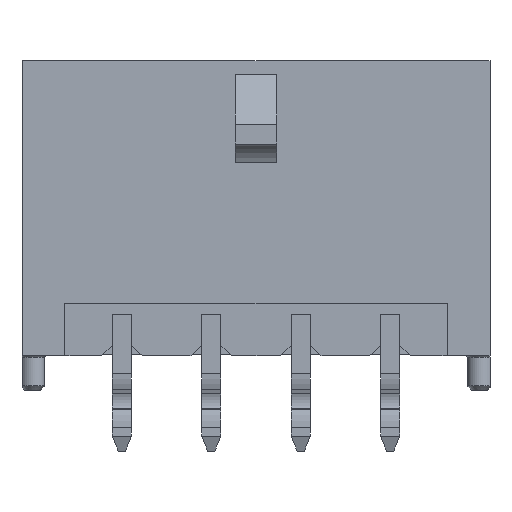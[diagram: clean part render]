
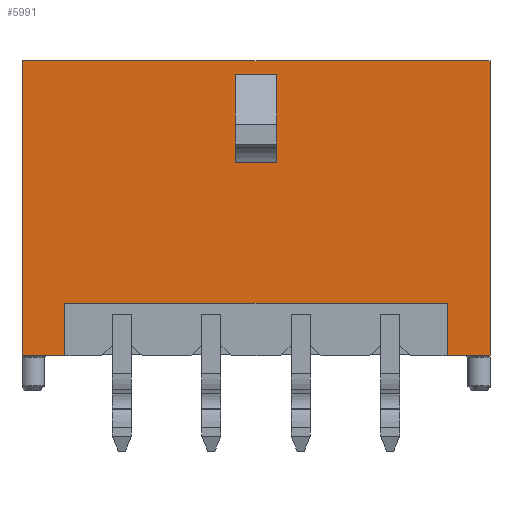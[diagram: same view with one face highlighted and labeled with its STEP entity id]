
A CAD part, left-side view. The second image highlights one B-rep face of the part: STEP entity #5991.
In plain terms, the highlighted planar face has unit normal (-1, 0, 0).
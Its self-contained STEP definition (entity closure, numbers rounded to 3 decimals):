
#926=ORIENTED_EDGE('',*,*,#2463,.T.);
#927=ORIENTED_EDGE('',*,*,#2464,.T.);
#928=ORIENTED_EDGE('',*,*,#2465,.F.);
#929=ORIENTED_EDGE('',*,*,#2466,.F.);
#930=ORIENTED_EDGE('',*,*,#2467,.F.);
#931=ORIENTED_EDGE('',*,*,#2281,.F.);
#932=ORIENTED_EDGE('',*,*,#2449,.T.);
#933=ORIENTED_EDGE('',*,*,#2226,.T.);
#934=ORIENTED_EDGE('',*,*,#2455,.F.);
#935=ORIENTED_EDGE('',*,*,#2140,.F.);
#936=ORIENTED_EDGE('',*,*,#2468,.F.);
#937=ORIENTED_EDGE('',*,*,#2469,.F.);
#2140=EDGE_CURVE('',#2991,#2985,#3599,.T.);
#2226=EDGE_CURVE('',#3065,#3064,#3685,.T.);
#2281=EDGE_CURVE('',#3118,#3119,#3738,.T.);
#2449=EDGE_CURVE('',#3118,#3065,#3904,.T.);
#2455=EDGE_CURVE('',#2985,#3064,#3907,.T.);
#2463=EDGE_CURVE('',#3207,#3208,#3914,.T.);
#2464=EDGE_CURVE('',#3208,#3209,#3915,.T.);
#2465=EDGE_CURVE('',#3210,#3209,#3916,.T.);
#2466=EDGE_CURVE('',#3207,#3210,#3917,.T.);
#2467=EDGE_CURVE('',#3119,#3211,#3918,.T.);
#2468=EDGE_CURVE('',#3212,#2991,#3919,.T.);
#2469=EDGE_CURVE('',#3211,#3212,#3920,.T.);
#2985=VERTEX_POINT('',#8515);
#2991=VERTEX_POINT('',#8527);
#3064=VERTEX_POINT('',#8697);
#3065=VERTEX_POINT('',#8699);
#3118=VERTEX_POINT('',#8808);
#3119=VERTEX_POINT('',#8810);
#3207=VERTEX_POINT('',#9162);
#3208=VERTEX_POINT('',#9163);
#3209=VERTEX_POINT('',#9165);
#3210=VERTEX_POINT('',#9167);
#3211=VERTEX_POINT('',#9170);
#3212=VERTEX_POINT('',#9172);
#3599=LINE('',#8528,#4434);
#3685=LINE('',#8698,#4520);
#3738=LINE('',#8809,#4573);
#3904=LINE('',#9125,#4739);
#3907=LINE('',#9146,#4742);
#3914=LINE('',#9161,#4749);
#3915=LINE('',#9164,#4750);
#3916=LINE('',#9166,#4751);
#3917=LINE('',#9168,#4752);
#3918=LINE('',#9169,#4753);
#3919=LINE('',#9171,#4754);
#3920=LINE('',#9173,#4755);
#4434=VECTOR('',#6848,1000.);
#4520=VECTOR('',#6956,1000.);
#4573=VECTOR('',#7017,1000.);
#4739=VECTOR('',#7299,1000.);
#4742=VECTOR('',#7304,1000.);
#4749=VECTOR('',#7317,1000.);
#4750=VECTOR('',#7318,1000.);
#4751=VECTOR('',#7319,1000.);
#4752=VECTOR('',#7320,1000.);
#4753=VECTOR('',#7321,1000.);
#4754=VECTOR('',#7322,1000.);
#4755=VECTOR('',#7323,1000.);
#5124=EDGE_LOOP('',(#926,#927,#928,#929));
#5125=EDGE_LOOP('',(#930,#931,#932,#933,#934,#935,#936,#937));
#5429=FACE_BOUND('',#5124,.T.);
#5430=FACE_BOUND('',#5125,.T.);
#5724=PLANE('',#6306);
#5991=ADVANCED_FACE('',(#5429,#5430),#5724,.T.);
#6306=AXIS2_PLACEMENT_3D('',#9160,#7315,#7316);
#6848=DIRECTION('',(0.,1.,0.));
#6956=DIRECTION('',(0.,1.,0.));
#7017=DIRECTION('',(0.,1.,0.));
#7299=DIRECTION('',(0.,0.,1.));
#7304=DIRECTION('',(0.,0.,1.));
#7315=DIRECTION('',(-1.,0.,0.));
#7316=DIRECTION('',(0.,0.,1.));
#7317=DIRECTION('',(0.,0.,1.));
#7318=DIRECTION('',(0.,-1.,0.));
#7319=DIRECTION('',(0.,0.,1.));
#7320=DIRECTION('',(0.,-1.,0.));
#7321=DIRECTION('',(0.,0.,1.));
#7322=DIRECTION('',(0.,0.,-1.));
#7323=DIRECTION('',(0.,1.,0.));
#8515=CARTESIAN_POINT('',(-3.43,7.85,-4.95));
#8527=CARTESIAN_POINT('',(-3.43,6.41,-4.95));
#8528=CARTESIAN_POINT('',(-3.43,-7.85,-4.95));
#8697=CARTESIAN_POINT('',(-3.43,7.85,4.95));
#8698=CARTESIAN_POINT('',(-3.43,-7.85,4.95));
#8699=CARTESIAN_POINT('',(-3.43,-7.85,4.95));
#8808=CARTESIAN_POINT('',(-3.43,-7.85,-4.95));
#8809=CARTESIAN_POINT('',(-3.43,-7.85,-4.95));
#8810=CARTESIAN_POINT('',(-3.43,-6.41,-4.95));
#9125=CARTESIAN_POINT('',(-3.43,-7.85,-4.95));
#9146=CARTESIAN_POINT('',(-3.43,7.85,-4.95));
#9160=CARTESIAN_POINT('',(-3.43,-7.85,-4.95));
#9161=CARTESIAN_POINT('',(-3.43,0.7,1.53));
#9162=CARTESIAN_POINT('',(-3.43,0.7,1.53));
#9163=CARTESIAN_POINT('',(-3.43,0.7,4.485));
#9164=CARTESIAN_POINT('',(-3.43,0.7,4.485));
#9165=CARTESIAN_POINT('',(-3.43,-0.7,4.485));
#9166=CARTESIAN_POINT('',(-3.43,-0.7,1.53));
#9167=CARTESIAN_POINT('',(-3.43,-0.7,1.53));
#9168=CARTESIAN_POINT('',(-3.43,0.7,1.53));
#9169=CARTESIAN_POINT('',(-3.43,-6.41,-4.95));
#9170=CARTESIAN_POINT('',(-3.43,-6.41,-3.19));
#9171=CARTESIAN_POINT('',(-3.43,6.41,-3.19));
#9172=CARTESIAN_POINT('',(-3.43,6.41,-3.19));
#9173=CARTESIAN_POINT('',(-3.43,-6.41,-3.19));
